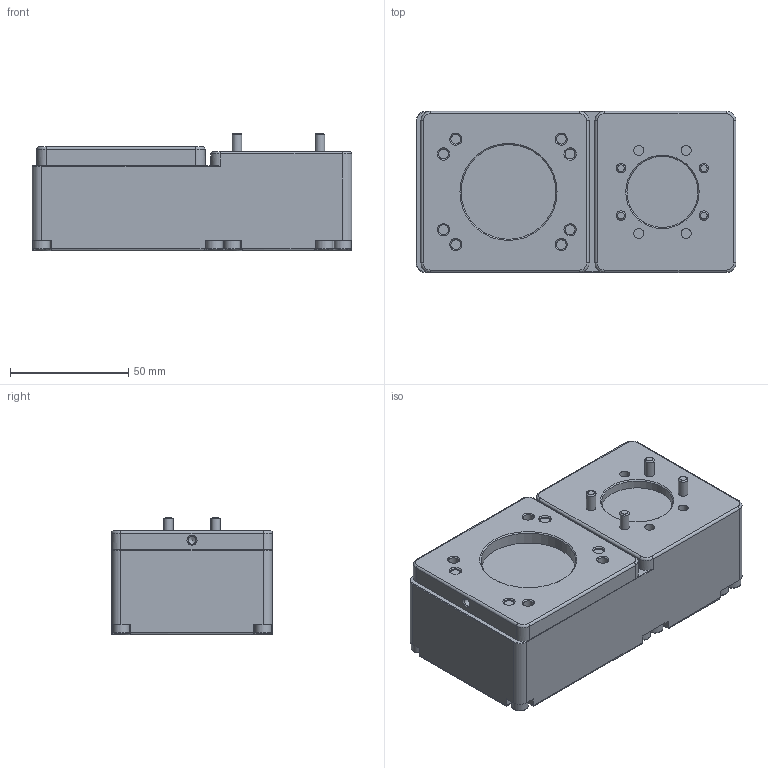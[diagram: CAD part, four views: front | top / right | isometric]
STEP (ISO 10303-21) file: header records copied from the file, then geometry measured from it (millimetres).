
FILE_DESCRIPTION(/* description */ (''),/* implementation_level */ '2;1');
FILE_NAME(/* name */ 'MSD MTV40 T2 1 60 X 60.stp',/* time_stamp */ '2019-07-12T12:37:34+02:00',/* author */ ('Hypex'),/* organization */ ('Hypex'),/* preprocessor_version */ 'ST-DEVELOPER v17',/* originating_system */ 'Autodesk Inventor 2018',/* authorisation */ '');
FILE_SCHEMA (('AUTOMOTIVE_DESIGN { 1 0 10303 214 3 1 1 }'));
Length unit declared in the file: millimetre
Products named in the file (1): MSD MTV40 T2 1 60 X 60
Bounding box: 135 x 68 x 49.8 mm (x, y, z)
Volume: 380247.1 mm3; surface area: 39890.7 mm2
Topology: 1 solids, 1 shells, 268 faces, 636 edges, 412 vertices
Faces by surface type: plane 141, cylinder 79, torus 26, cone 22
Full cylindrical faces by diameter (mm): 3.242 x1, 4 x4, 4.134 x4, 4.2 x8, 4.917 x4, 7 x10, 30 x1, 40 x1
Entity records: 7912 total; most frequent: DIRECTION 1428, CARTESIAN_POINT 1316, ORIENTED_EDGE 1270, EDGE_CURVE 635, AXIS2_PLACEMENT_3D 524, VERTEX_POINT 412, LINE 380, VECTOR 380
